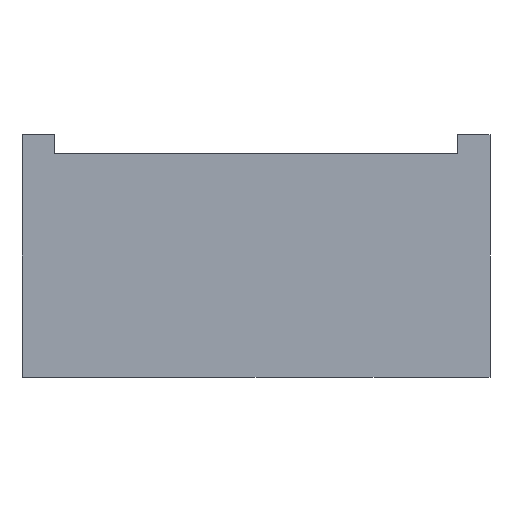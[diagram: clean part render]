
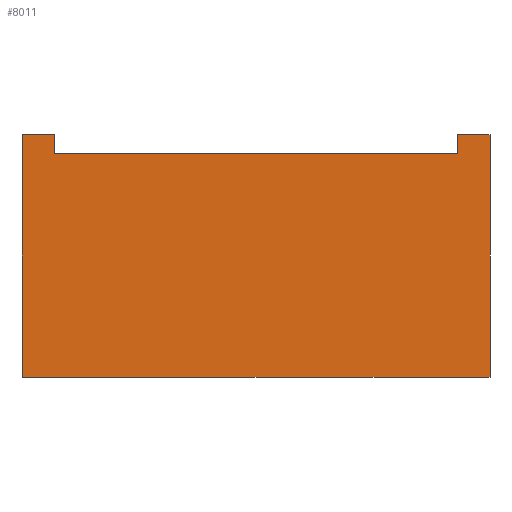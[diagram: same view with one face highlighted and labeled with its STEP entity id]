
A CAD part, left-side view. The second image highlights one B-rep face of the part: STEP entity #8011.
In plain terms, the highlighted free-form (B-spline) face has degree [1, 1] with [2, 2] control points.
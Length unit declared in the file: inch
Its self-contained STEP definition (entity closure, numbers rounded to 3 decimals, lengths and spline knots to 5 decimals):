
#253=DIRECTION('',(0.,-1.,0.));
#254=VECTOR('',#253,0.377);
#255=CARTESIAN_POINT('',(-0.155,0.1885,0.));
#256=LINE('',#255,#254);
#3252=DIRECTION('',(0.,-1.,0.));
#3253=VECTOR('',#3252,0.026);
#3254=CARTESIAN_POINT('',(-0.155,-0.1625,0.195));
#3255=LINE('',#3254,#3253);
#3308=DIRECTION('',(0.,-1.,0.));
#3309=VECTOR('',#3308,0.026);
#3310=CARTESIAN_POINT('',(-0.155,0.1885,0.195));
#3311=LINE('',#3310,#3309);
#3378=DIRECTION('',(0.,-1.,0.));
#3379=VECTOR('',#3378,0.325);
#3380=CARTESIAN_POINT('',(-0.155,0.1625,0.18));
#3381=LINE('',#3380,#3379);
#3385=DIRECTION('',(0.,0.,-1.));
#3386=VECTOR('',#3385,0.015);
#3387=CARTESIAN_POINT('',(-0.155,-0.1625,0.195));
#3388=LINE('',#3387,#3386);
#3392=DIRECTION('',(0.,0.,1.));
#3393=VECTOR('',#3392,0.195);
#3394=CARTESIAN_POINT('',(-0.155,0.1885,0.));
#3395=LINE('',#3394,#3393);
#3399=DIRECTION('',(0.,0.,-1.));
#3400=VECTOR('',#3399,0.015);
#3401=CARTESIAN_POINT('',(-0.155,0.1625,0.195));
#3402=LINE('',#3401,#3400);
#3427=DIRECTION('',(0.,0.,1.));
#3428=VECTOR('',#3427,0.195);
#3429=CARTESIAN_POINT('',(-0.155,-0.1885,0.));
#3430=LINE('',#3429,#3428);
#3525=CARTESIAN_POINT('',(-0.155,0.1885,0.));
#3526=CARTESIAN_POINT('',(-0.155,-0.1885,0.));
#3527=VERTEX_POINT('',#3525);
#3528=VERTEX_POINT('',#3526);
#3533=CARTESIAN_POINT('',(-0.155,0.1885,0.195));
#3534=VERTEX_POINT('',#3533);
#3535=CARTESIAN_POINT('',(-0.155,-0.1885,0.195));
#3536=VERTEX_POINT('',#3535);
#3547=CARTESIAN_POINT('',(-0.155,-0.1625,0.195));
#3549=VERTEX_POINT('',#3547);
#3559=CARTESIAN_POINT('',(-0.155,0.1625,0.18));
#3560=CARTESIAN_POINT('',(-0.155,-0.1625,0.18));
#3561=VERTEX_POINT('',#3559);
#3562=VERTEX_POINT('',#3560);
#3563=CARTESIAN_POINT('',(-0.155,0.1625,0.195));
#3564=VERTEX_POINT('',#3563);
#7993=CARTESIAN_POINT('',(-0.155,0.19604,-0.0039));
#7994=CARTESIAN_POINT('',(-0.155,0.19604,0.1989));
#7995=CARTESIAN_POINT('',(-0.155,-0.19604,-0.0039));
#7996=CARTESIAN_POINT('',(-0.155,-0.19604,0.1989));
#7997=B_SPLINE_SURFACE_WITH_KNOTS('',1,1,((#7993,#7994),(#7995,#7996)),
.UNSPECIFIED.,.F.,.F.,.F.,(2,2),(2,2),(-0.00754,0.38454),(-0.0039,0.1989),
.UNSPECIFIED.);
#7998=ORIENTED_EDGE('',*,*,#6603,.T.);
#8000=ORIENTED_EDGE('',*,*,#7999,.F.);
#8001=ORIENTED_EDGE('',*,*,#7879,.T.);
#8003=ORIENTED_EDGE('',*,*,#8002,.F.);
#8004=ORIENTED_EDGE('',*,*,#4230,.F.);
#8005=ORIENTED_EDGE('',*,*,#7971,.T.);
#8006=ORIENTED_EDGE('',*,*,#7910,.T.);
#8008=ORIENTED_EDGE('',*,*,#8007,.T.);
#8009=EDGE_LOOP('',(#7998,#8000,#8001,#8003,#8004,#8005,#8006,#8008));
#8010=FACE_OUTER_BOUND('',#8009,.F.);
#8011=ADVANCED_FACE('',(#8010),#7997,.T.);
#4230=EDGE_CURVE('',#3527,#3528,#256,.T.);
#6603=EDGE_CURVE('',#3561,#3562,#3381,.T.);
#7879=EDGE_CURVE('',#3549,#3536,#3255,.T.);
#7910=EDGE_CURVE('',#3534,#3564,#3311,.T.);
#7971=EDGE_CURVE('',#3527,#3534,#3395,.T.);
#7999=EDGE_CURVE('',#3549,#3562,#3388,.T.);
#8002=EDGE_CURVE('',#3528,#3536,#3430,.T.);
#8007=EDGE_CURVE('',#3564,#3561,#3402,.T.);
